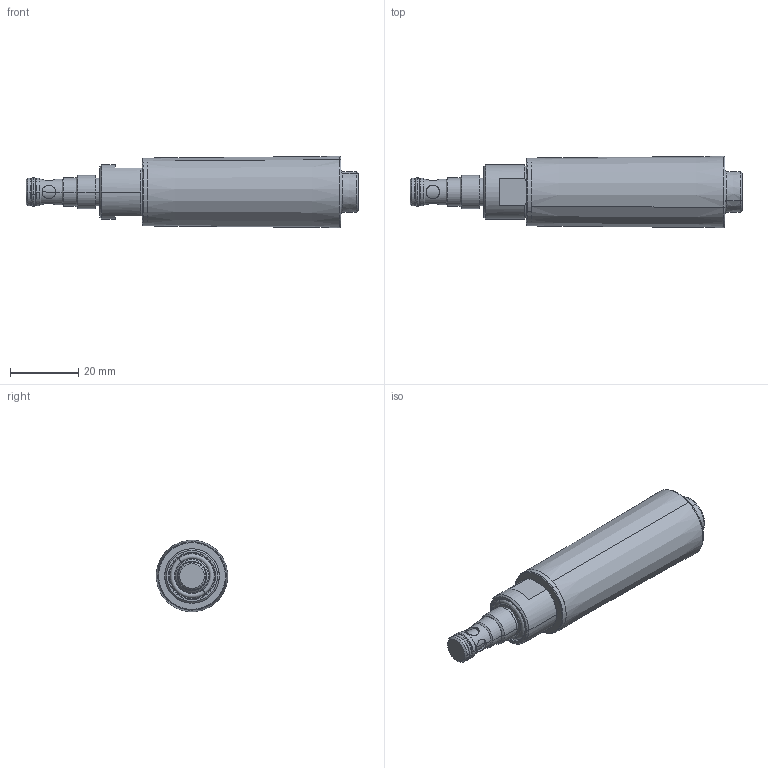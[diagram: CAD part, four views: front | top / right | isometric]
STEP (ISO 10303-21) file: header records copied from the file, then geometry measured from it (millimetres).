
FILE_DESCRIPTION(('STEP AP242'),'1');
FILE_NAME('coval_cvp90x14k.stp','2020-06-01T20:08:03',('TraceParts'),('TraceParts S.A.'),'Spatial InterOp 3D',' ',' ');
FILE_SCHEMA(('AP242_MANAGED_MODEL_BASED_3D_ENGINEERING_MIM_LF {1 0 10303 442 1 1 4}'));
Length unit declared in the file: millimetre
Products named in the file (1): coval_cvp90x14k_1
Bounding box: 97.5 x 20.92 x 20.92 mm (x, y, z)
Volume: 20693.6 mm3; surface area: 17507.3 mm2
Topology: 10 solids, 10 shells, 348 faces, 817 edges, 510 vertices
Faces by surface type: plane 76, torus 72, bspline 71, cylinder 70, cone 59
Entity records: 17167 total; most frequent: CARTESIAN_POINT 6697, ORIENTED_EDGE 1634, DIRECTION 1455, EDGE_CURVE 817, AXIS2_PLACEMENT_3D 609, VERTEX_POINT 510, EDGE_LOOP 387, STYLED_ITEM 358
